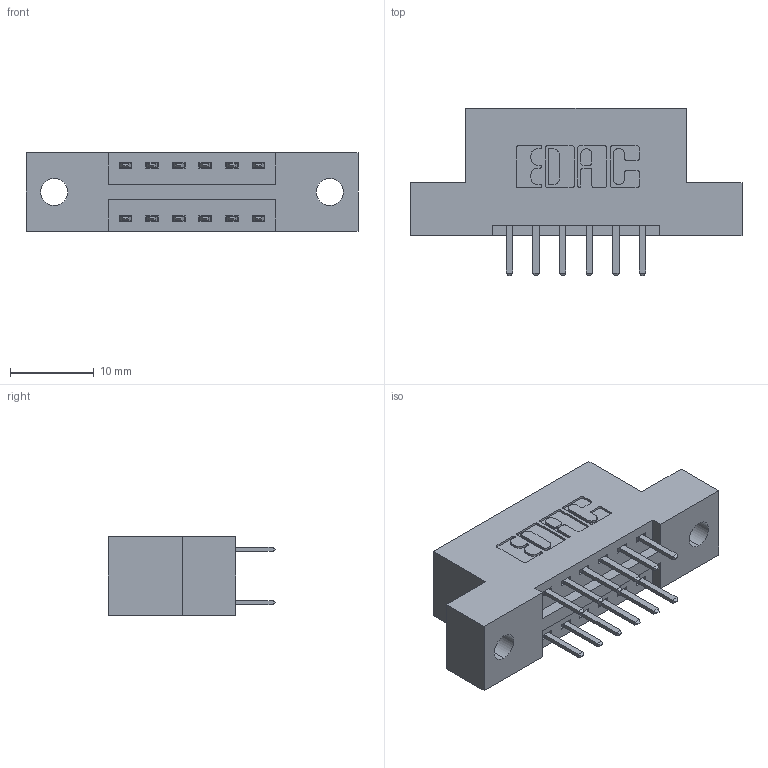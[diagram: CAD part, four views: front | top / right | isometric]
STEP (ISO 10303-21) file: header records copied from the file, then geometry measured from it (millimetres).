
FILE_DESCRIPTION (( 'STEP AP203' ), '1' );
FILE_NAME ('396-012-520-202.STEP', '2018-08-31T05:18:26', ( '' ), ( '' ), 'SwSTEP 2.0', 'SolidWorks 2016', '' );
FILE_SCHEMA (( 'CONFIG_CONTROL_DESIGN' ));
Length unit declared in the file: inch
Products named in the file (3): 346 Part_Flush Mounting Lugs - 0.128 Dia; 345-292-001_345-293-120; 396-012-520-202
Assembly tree (13 placements, depth 2):
  396-012-520-202
    346 Part_Flush Mounting Lugs - 0.128 Dia
    345-292-001_345-293-120  x12
Bounding box: 39.62 x 20.02 x 9.4 mm (x, y, z)
Volume: 3542.3 mm3; surface area: 4021.6 mm2
Topology: 13 solids, 13 shells, 794 faces, 2285 edges, 1490 vertices
Faces by surface type: plane 520, cylinder 274
Entity records: 8879 total; most frequent: CARTESIAN_POINT 1524, ORIENTED_EDGE 1446, DIRECTION 1383, EDGE_CURVE 723, VECTOR 563, LINE 563, VERTEX_POINT 478, AXIS2_PLACEMENT_3D 410
